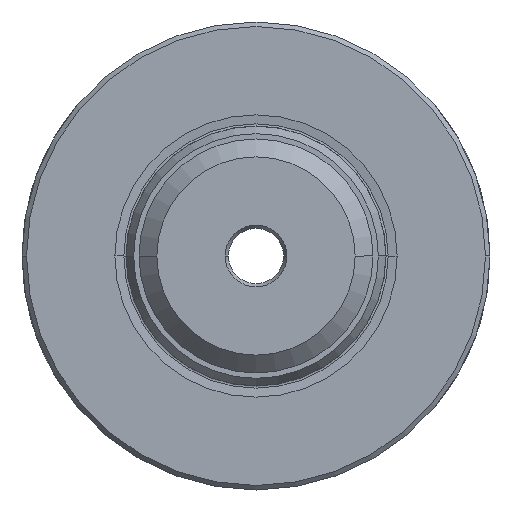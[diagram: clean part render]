
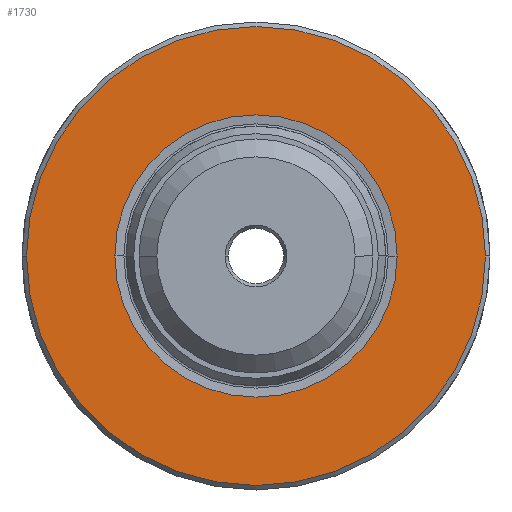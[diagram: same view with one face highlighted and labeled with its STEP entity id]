
A CAD part, left-side view. The second image highlights one B-rep face of the part: STEP entity #1730.
In plain terms, the highlighted planar face has unit normal (-1, 0, 0).
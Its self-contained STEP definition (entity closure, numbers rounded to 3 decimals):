
#161 = VERTEX_POINT ( 'NONE', #455 ) ;
#162 = AXIS2_PLACEMENT_3D ( 'NONE', #1790, #1429, #930 ) ;
#230 = AXIS2_PLACEMENT_3D ( 'NONE', #1093, #1353, #1051 ) ;
#237 = AXIS2_PLACEMENT_3D ( 'NONE', #1728, #1629, #1822 ) ;
#245 = AXIS2_PLACEMENT_3D ( 'NONE', #1796, #1488, #1572 ) ;
#251 = AXIS2_PLACEMENT_3D ( 'NONE', #1874, #1734, #1501 ) ;
#446 = ORIENTED_EDGE ( 'NONE', *, *, #1565, .F. ) ;
#455 = CARTESIAN_POINT ( 'NONE',  ( 0., 21.715, 0. ) ) ;
#498 = ORIENTED_EDGE ( 'NONE', *, *, #1592, .F. ) ;
#800 = EDGE_LOOP ( 'NONE', ( #1444, #1780 ) ) ;
#896 = FACE_BOUND ( 'NONE', #800, .T. ) ;
#920 = FACE_OUTER_BOUND ( 'NONE', #1174, .T. ) ;
#930 = DIRECTION ( 'NONE',  ( 0., -1., 0. ) ) ;
#967 = CARTESIAN_POINT ( 'NONE',  ( 0., -21.715, 0. ) ) ;
#1051 = DIRECTION ( 'NONE',  ( 0., 1., 0. ) ) ;
#1064 = PLANE ( 'NONE',  #162 ) ;
#1093 = CARTESIAN_POINT ( 'NONE',  ( 0., 0., 0. ) ) ;
#1138 = CARTESIAN_POINT ( 'NONE',  ( 0., 35.3, 0. ) ) ;
#1172 = VERTEX_POINT ( 'NONE', #1138 ) ;
#1174 = EDGE_LOOP ( 'NONE', ( #446, #498 ) ) ;
#1219 = VERTEX_POINT ( 'NONE', #1303 ) ;
#1303 = CARTESIAN_POINT ( 'NONE',  ( 0., -35.3, 0. ) ) ;
#1308 = CIRCLE ( 'NONE', #230, 21.715 ) ;
#1353 = DIRECTION ( 'NONE',  ( 1., 0., 0. ) ) ;
#1392 = CIRCLE ( 'NONE', #237, 35.3 ) ;
#1429 = DIRECTION ( 'NONE',  ( -1., 0., 0. ) ) ;
#1444 = ORIENTED_EDGE ( 'NONE', *, *, #1545, .T. ) ;
#1488 = DIRECTION ( 'NONE',  ( 1., 0., 0. ) ) ;
#1501 = DIRECTION ( 'NONE',  ( 0., 1., 0. ) ) ;
#1545 = EDGE_CURVE ( 'NONE', #1550, #161, #1742, .T. ) ;
#1550 = VERTEX_POINT ( 'NONE', #967 ) ;
#1565 = EDGE_CURVE ( 'NONE', #1172, #1219, #1766, .T. ) ;
#1572 = DIRECTION ( 'NONE',  ( 0., 1., 0. ) ) ;
#1592 = EDGE_CURVE ( 'NONE', #1219, #1172, #1392, .T. ) ;
#1604 = EDGE_CURVE ( 'NONE', #161, #1550, #1308, .T. ) ;
#1629 = DIRECTION ( 'NONE',  ( 1., 0., 0. ) ) ;
#1728 = CARTESIAN_POINT ( 'NONE',  ( 0., 0., 0. ) ) ;
#1730 = ADVANCED_FACE ( 'NONE', ( #896, #920 ), #1064, .T. ) ;
#1734 = DIRECTION ( 'NONE',  ( 1., 0., 0. ) ) ;
#1742 = CIRCLE ( 'NONE', #251, 21.715 ) ;
#1766 = CIRCLE ( 'NONE', #245, 35.3 ) ;
#1780 = ORIENTED_EDGE ( 'NONE', *, *, #1604, .T. ) ;
#1790 = CARTESIAN_POINT ( 'NONE',  ( 0., 21.715, 0. ) ) ;
#1796 = CARTESIAN_POINT ( 'NONE',  ( 0., 0., 0. ) ) ;
#1822 = DIRECTION ( 'NONE',  ( 0., 1., 0. ) ) ;
#1874 = CARTESIAN_POINT ( 'NONE',  ( 0., 0., 0. ) ) ;
